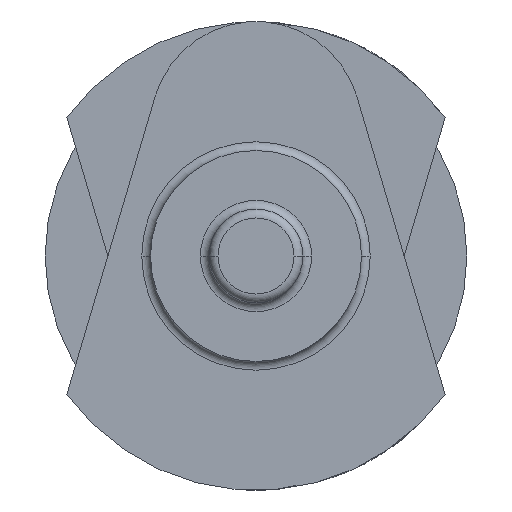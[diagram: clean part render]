
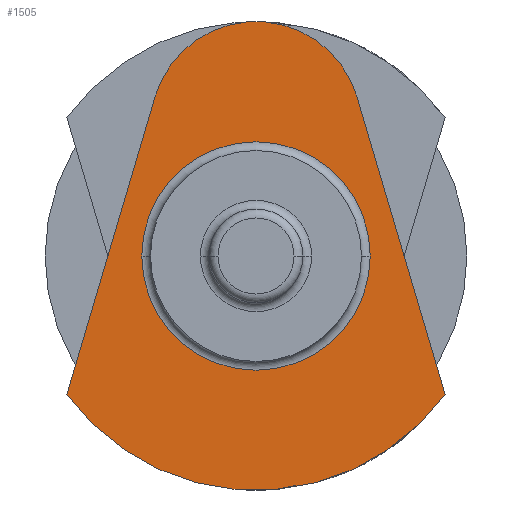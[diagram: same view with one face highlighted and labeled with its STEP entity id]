
A CAD part, left-side view. The second image highlights one B-rep face of the part: STEP entity #1505.
In plain terms, the highlighted planar face has unit normal (-1, 0, 0).
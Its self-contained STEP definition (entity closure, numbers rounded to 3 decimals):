
#337=CARTESIAN_POINT('Line Origine',(-217.,-49.544,3.497)) ;
#341=CARTESIAN_POINT('Vertex',(-217.,-34.518,54.225)) ;
#343=CARTESIAN_POINT('Vertex',(-217.,-64.57,-47.231)) ;
#377=CARTESIAN_POINT('Axis2P3D Location',(-217.,0.,44.)) ;
#381=CARTESIAN_POINT('Vertex',(-217.,34.518,54.225)) ;
#408=CARTESIAN_POINT('Line Origine',(-217.,49.544,3.497)) ;
#412=CARTESIAN_POINT('Vertex',(-217.,64.57,-47.231)) ;
#1471=CARTESIAN_POINT('Axis2P3D Location',(-217.,0.,0.)) ;
#1476=CARTESIAN_POINT('Axis2P3D Location',(-217.,0.,0.)) ;
#1487=CARTESIAN_POINT('Axis2P3D Location',(-217.,0.,0.)) ;
#1491=CARTESIAN_POINT('Vertex',(-217.,39.,0.)) ;
#1493=CARTESIAN_POINT('Vertex',(-217.,-39.,0.)) ;
#1496=CARTESIAN_POINT('Axis2P3D Location',(-217.,0.,0.)) ;
#338=DIRECTION('Vector Direction',(0.,0.284,0.959)) ;
#378=DIRECTION('Axis2P3D Direction',(1.,0.,0.)) ;
#409=DIRECTION('Vector Direction',(0.,-0.284,0.959)) ;
#1472=DIRECTION('Axis2P3D Direction',(1.,0.,0.)) ;
#1473=DIRECTION('Axis2P3D XDirection',(0.,1.,0.)) ;
#1477=DIRECTION('Axis2P3D Direction',(1.,0.,0.)) ;
#1488=DIRECTION('Axis2P3D Direction',(1.,0.,0.)) ;
#1497=DIRECTION('Axis2P3D Direction',(1.,0.,0.)) ;
#379=AXIS2_PLACEMENT_3D('Circle Axis2P3D',#377,#378,$) ;
#1474=AXIS2_PLACEMENT_3D('Plane Axis2P3D',#1471,#1472,#1473) ;
#1478=AXIS2_PLACEMENT_3D('Circle Axis2P3D',#1476,#1477,$) ;
#1489=AXIS2_PLACEMENT_3D('Circle Axis2P3D',#1487,#1488,$) ;
#1498=AXIS2_PLACEMENT_3D('Circle Axis2P3D',#1496,#1497,$) ;
#1482=ORIENTED_EDGE('',*,*,#345,.F.) ;
#1483=ORIENTED_EDGE('',*,*,#383,.F.) ;
#1484=ORIENTED_EDGE('',*,*,#414,.F.) ;
#1485=ORIENTED_EDGE('',*,*,#1480,.F.) ;
#1502=ORIENTED_EDGE('',*,*,#1495,.F.) ;
#1503=ORIENTED_EDGE('',*,*,#1500,.F.) ;
#1504=FACE_BOUND('',#1501,.T.) ;
#339=VECTOR('Line Direction',#338,1.) ;
#410=VECTOR('Line Direction',#409,1.) ;
#1505=ADVANCED_FACE('PartBody',(#1486,#1504),#1475,.F.) ;
#380=CIRCLE('generated circle',#379,36.) ;
#1479=CIRCLE('generated circle',#1478,80.) ;
#1490=CIRCLE('generated circle',#1489,39.) ;
#1499=CIRCLE('generated circle',#1498,39.) ;
#345=EDGE_CURVE('',#342,#344,#340,.F.) ;
#383=EDGE_CURVE('',#382,#342,#380,.T.) ;
#414=EDGE_CURVE('',#413,#382,#411,.T.) ;
#1480=EDGE_CURVE('',#344,#413,#1479,.T.) ;
#1495=EDGE_CURVE('',#1492,#1494,#1490,.F.) ;
#1500=EDGE_CURVE('',#1494,#1492,#1499,.F.) ;
#1481=EDGE_LOOP('',(#1482,#1483,#1484,#1485)) ;
#1501=EDGE_LOOP('',(#1502,#1503)) ;
#1486=FACE_OUTER_BOUND('',#1481,.T.) ;
#340=LINE('Line',#337,#339) ;
#411=LINE('Line',#408,#410) ;
#1475=PLANE('',#1474) ;
#342=VERTEX_POINT('',#341) ;
#344=VERTEX_POINT('',#343) ;
#382=VERTEX_POINT('',#381) ;
#413=VERTEX_POINT('',#412) ;
#1492=VERTEX_POINT('',#1491) ;
#1494=VERTEX_POINT('',#1493) ;
